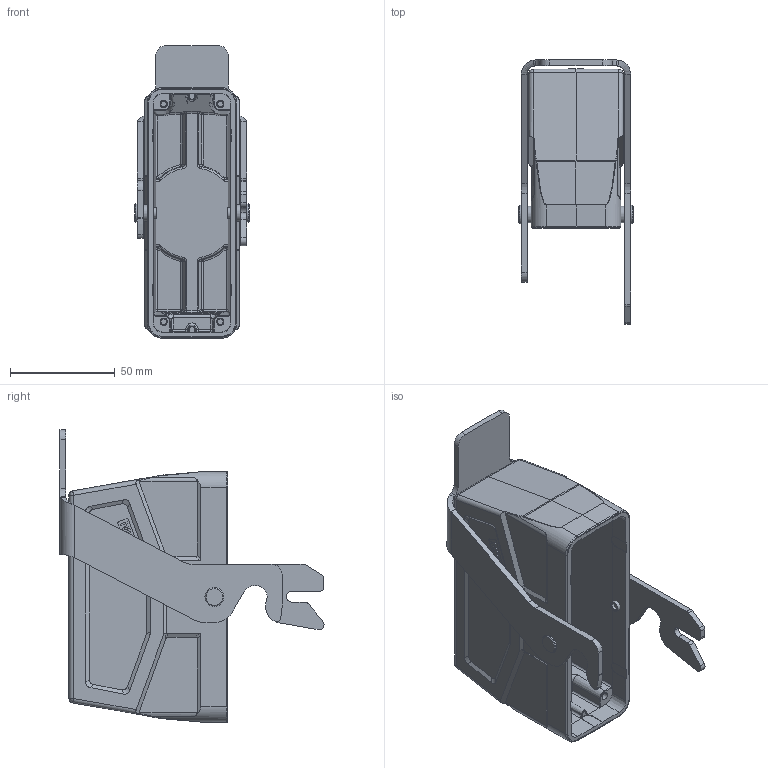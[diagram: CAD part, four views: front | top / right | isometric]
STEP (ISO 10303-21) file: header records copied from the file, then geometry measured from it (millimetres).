
FILE_DESCRIPTION(/* description */ (''),/* implementation_level */ '2;1');
FILE_NAME(/* name */ '3D_1241245295001_WV24B-SEH-1L_B-M32_V1.2.stp',/* time_stamp */ '2023-12-19T13:36:54+08:00',/* author */ (''),/* organization */ (''),/* preprocessor_version */ 'ST-DEVELOPER v18.1',/* originating_system */ 'SIEMENS PLM Software NX 1980',/* authorisation */ '');
FILE_SCHEMA (('AP203_CONFIGURATION_CONTROLLED_3D_DESIGN_OF_MECHANICAL_PARTS_AND_ASSEMBLIES_MIM_LF { 1 0 10303 403 2 1 2}'));
Length unit declared in the file: millimetre
Products named in the file (1): _model1
Bounding box: 54.6 x 126.21 x 140 mm (x, y, z)
Volume: 120191 mm3; surface area: 70639.5 mm2
Topology: 4 solids, 4 shells, 598 faces, 1488 edges, 917 vertices
Faces by surface type: plane 276, cylinder 190, bspline 65, sphere 23, cone 22, torus 22
Full cylindrical faces by diameter (mm): 2.7 x4, 3.5 x6, 5 x2, 8 x2, 8.3 x2, 9 x2, 30.5 x1
Entity records: 19427 total; most frequent: CARTESIAN_POINT 5351, ORIENTED_EDGE 2890, DIRECTION 2885, EDGE_CURVE 1445, AXIS2_PLACEMENT_3D 1030, VERTEX_POINT 912, LINE 825, VECTOR 825
